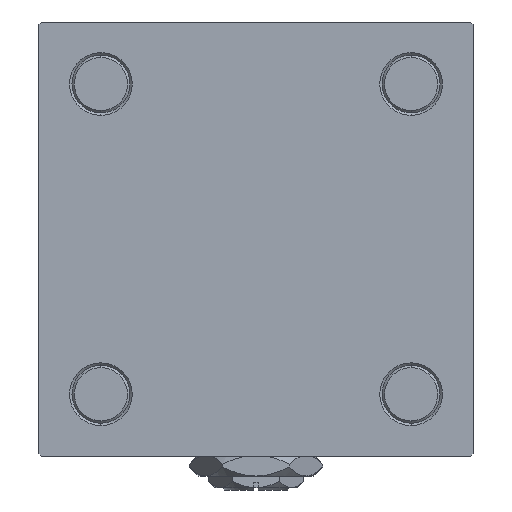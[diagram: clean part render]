
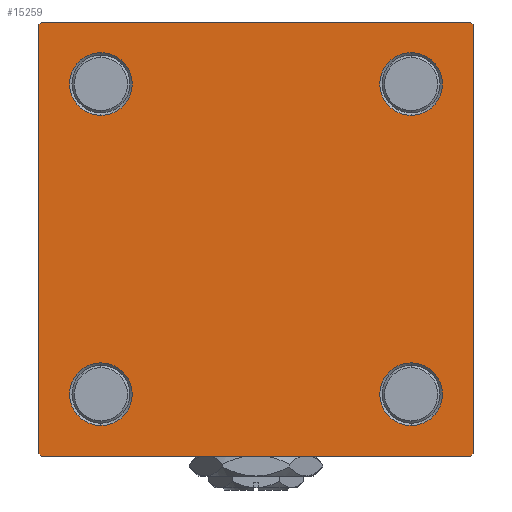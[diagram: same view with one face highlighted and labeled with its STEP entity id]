
A CAD part, left-side view. The second image highlights one B-rep face of the part: STEP entity #15259.
In plain terms, the highlighted planar face has unit normal (-1, 0, 0).
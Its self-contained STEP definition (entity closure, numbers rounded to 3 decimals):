
#1127 = AXIS2_PLACEMENT_3D ( 'NONE', #35132, #22967, #42547 ) ;
#1205 = EDGE_LOOP ( 'NONE', ( #34050, #4697 ) ) ;
#1268 = ORIENTED_EDGE ( 'NONE', *, *, #26223, .F. ) ;
#2374 = ORIENTED_EDGE ( 'NONE', *, *, #26374, .T. ) ;
#2428 = ORIENTED_EDGE ( 'NONE', *, *, #24556, .T. ) ;
#2915 = EDGE_CURVE ( 'NONE', #45898, #51483, #3628, .T. ) ;
#3211 = AXIS2_PLACEMENT_3D ( 'NONE', #9126, #49580, #49843 ) ;
#3450 = DIRECTION ( 'NONE',  ( 1., 0., 0. ) ) ;
#3628 = CIRCLE ( 'NONE', #48297, 6.5 ) ;
#4026 = EDGE_CURVE ( 'NONE', #42831, #52148, #51593, .T. ) ;
#4091 = EDGE_CURVE ( 'NONE', #39014, #23590, #16217, .T. ) ;
#4697 = ORIENTED_EDGE ( 'NONE', *, *, #14849, .T. ) ;
#4756 = CIRCLE ( 'NONE', #47802, 6.5 ) ;
#5526 = CARTESIAN_POINT ( 'NONE',  ( 0., 45., -45. ) ) ;
#5750 = VECTOR ( 'NONE', #45077, 1000. ) ;
#6651 = DIRECTION ( 'NONE',  ( 0., 0., 1. ) ) ;
#9126 = CARTESIAN_POINT ( 'NONE',  ( 0., -32.15, -32.15 ) ) ;
#9664 = CARTESIAN_POINT ( 'NONE',  ( 0., 0., 0. ) ) ;
#9909 = DIRECTION ( 'NONE',  ( 0., 0.707, 0.707 ) ) ;
#10367 = CARTESIAN_POINT ( 'NONE',  ( 0., -44.5, 45. ) ) ;
#10442 = DIRECTION ( 'NONE',  ( -1., 0., 0. ) ) ;
#10843 = CARTESIAN_POINT ( 'NONE',  ( 0., 32.15, 32.15 ) ) ;
#11022 = VECTOR ( 'NONE', #13835, 1000. ) ;
#11239 = CARTESIAN_POINT ( 'NONE',  ( 0., -32.15, 32.15 ) ) ;
#12464 = ORIENTED_EDGE ( 'NONE', *, *, #49934, .T. ) ;
#12584 = DIRECTION ( 'NONE',  ( 0., -1., 0. ) ) ;
#12816 = LINE ( 'NONE', #17050, #5750 ) ;
#13835 = DIRECTION ( 'NONE',  ( 0., -0.707, 0.707 ) ) ;
#13890 = PLANE ( 'NONE',  #27558 ) ;
#14152 = FACE_BOUND ( 'NONE', #1205, .T. ) ;
#14849 = EDGE_CURVE ( 'NONE', #21322, #48604, #4756, .T. ) ;
#15120 = DIRECTION ( 'NONE',  ( 1., 0., 0. ) ) ;
#15259 = ADVANCED_FACE ( 'NONE', ( #50375, #34502, #14152, #34757, #45878 ), #13890, .T. ) ;
#15885 = EDGE_CURVE ( 'NONE', #23590, #39014, #36026, .T. ) ;
#16217 = CIRCLE ( 'NONE', #28054, 6.5 ) ;
#16341 = VECTOR ( 'NONE', #21671, 1000. ) ;
#16383 = CIRCLE ( 'NONE', #1127, 6.5 ) ;
#16386 = CARTESIAN_POINT ( 'NONE',  ( 0., -32.15, -38.65 ) ) ;
#16429 = CARTESIAN_POINT ( 'NONE',  ( 0., -45., 45. ) ) ;
#17050 = CARTESIAN_POINT ( 'NONE',  ( 0., 44.75, 44.75 ) ) ;
#17160 = VERTEX_POINT ( 'NONE', #16386 ) ;
#17511 = CARTESIAN_POINT ( 'NONE',  ( 0., 44.75, -44.75 ) ) ;
#17573 = CIRCLE ( 'NONE', #3211, 6.5 ) ;
#17724 = ORIENTED_EDGE ( 'NONE', *, *, #29159, .T. ) ;
#17932 = CARTESIAN_POINT ( 'NONE',  ( 0., -32.15, 38.65 ) ) ;
#18053 = EDGE_LOOP ( 'NONE', ( #35367, #23279 ) ) ;
#18060 = CARTESIAN_POINT ( 'NONE',  ( 0., -44.75, -44.75 ) ) ;
#18106 = AXIS2_PLACEMENT_3D ( 'NONE', #25045, #49369, #29266 ) ;
#18469 = EDGE_LOOP ( 'NONE', ( #2428, #39403 ) ) ;
#18670 = ORIENTED_EDGE ( 'NONE', *, *, #19591, .T. ) ;
#18882 = EDGE_CURVE ( 'NONE', #39203, #24678, #20960, .T. ) ;
#19291 = CARTESIAN_POINT ( 'NONE',  ( 0., 32.15, -32.15 ) ) ;
#19591 = EDGE_CURVE ( 'NONE', #42831, #25694, #50613, .T. ) ;
#20157 = VERTEX_POINT ( 'NONE', #29080 ) ;
#20517 = CARTESIAN_POINT ( 'NONE',  ( 0., 45., 45. ) ) ;
#20960 = LINE ( 'NONE', #17511, #41938 ) ;
#21322 = VERTEX_POINT ( 'NONE', #44744 ) ;
#21671 = DIRECTION ( 'NONE',  ( 0., -1., 0. ) ) ;
#21875 = CIRCLE ( 'NONE', #38735, 6.5 ) ;
#22299 = CARTESIAN_POINT ( 'NONE',  ( 0., -45., -44.5 ) ) ;
#22967 = DIRECTION ( 'NONE',  ( 1., 0., 0. ) ) ;
#23279 = ORIENTED_EDGE ( 'NONE', *, *, #15885, .T. ) ;
#23590 = VERTEX_POINT ( 'NONE', #29125 ) ;
#24556 = EDGE_CURVE ( 'NONE', #51483, #45898, #21875, .T. ) ;
#24678 = VERTEX_POINT ( 'NONE', #40985 ) ;
#25045 = CARTESIAN_POINT ( 'NONE',  ( 0., -32.15, -32.15 ) ) ;
#25174 = DIRECTION ( 'NONE',  ( 0., -0.707, -0.707 ) ) ;
#25694 = VERTEX_POINT ( 'NONE', #10367 ) ;
#26223 = EDGE_CURVE ( 'NONE', #30270, #25694, #33443, .T. ) ;
#26374 = EDGE_CURVE ( 'NONE', #38370, #39203, #50373, .T. ) ;
#26691 = DIRECTION ( 'NONE',  ( 0., 0., 1. ) ) ;
#27251 = CARTESIAN_POINT ( 'NONE',  ( 0., 32.15, 32.15 ) ) ;
#27558 = AXIS2_PLACEMENT_3D ( 'NONE', #9664, #10442, #38733 ) ;
#28054 = AXIS2_PLACEMENT_3D ( 'NONE', #27251, #15120, #6651 ) ;
#29080 = CARTESIAN_POINT ( 'NONE',  ( 0., -44.5, -45. ) ) ;
#29125 = CARTESIAN_POINT ( 'NONE',  ( 0., 32.15, 25.65 ) ) ;
#29159 = EDGE_CURVE ( 'NONE', #20157, #52148, #38151, .T. ) ;
#29266 = DIRECTION ( 'NONE',  ( 0., 0., 1. ) ) ;
#29704 = VECTOR ( 'NONE', #40227, 1000. ) ;
#29813 = ORIENTED_EDGE ( 'NONE', *, *, #4026, .F. ) ;
#30123 = VECTOR ( 'NONE', #9909, 1000. ) ;
#30270 = VERTEX_POINT ( 'NONE', #32299 ) ;
#30494 = DIRECTION ( 'NONE',  ( 0., 0., -1. ) ) ;
#31116 = ORIENTED_EDGE ( 'NONE', *, *, #41297, .T. ) ;
#31317 = DIRECTION ( 'NONE',  ( 1., 0., 0. ) ) ;
#32299 = CARTESIAN_POINT ( 'NONE',  ( 0., 44.5, 45. ) ) ;
#33443 = LINE ( 'NONE', #20517, #33731 ) ;
#33731 = VECTOR ( 'NONE', #12584, 1000. ) ;
#33773 = CARTESIAN_POINT ( 'NONE',  ( 0., 45., 44.5 ) ) ;
#34050 = ORIENTED_EDGE ( 'NONE', *, *, #35685, .T. ) ;
#34144 = CIRCLE ( 'NONE', #18106, 6.5 ) ;
#34502 = FACE_BOUND ( 'NONE', #43014, .T. ) ;
#34512 = EDGE_CURVE ( 'NONE', #24678, #20157, #38059, .T. ) ;
#34757 = FACE_BOUND ( 'NONE', #18053, .T. ) ;
#35003 = CARTESIAN_POINT ( 'NONE',  ( 0., -44.75, 44.75 ) ) ;
#35132 = CARTESIAN_POINT ( 'NONE',  ( 0., 32.15, -32.15 ) ) ;
#35367 = ORIENTED_EDGE ( 'NONE', *, *, #4091, .T. ) ;
#35685 = EDGE_CURVE ( 'NONE', #48604, #21322, #16383, .T. ) ;
#35930 = DIRECTION ( 'NONE',  ( 1., 0., 0. ) ) ;
#36026 = CIRCLE ( 'NONE', #46175, 6.5 ) ;
#38059 = LINE ( 'NONE', #5526, #16341 ) ;
#38148 = ORIENTED_EDGE ( 'NONE', *, *, #49076, .T. ) ;
#38151 = LINE ( 'NONE', #18060, #11022 ) ;
#38370 = VERTEX_POINT ( 'NONE', #33773 ) ;
#38422 = CARTESIAN_POINT ( 'NONE',  ( 0., -32.15, -25.65 ) ) ;
#38718 = CARTESIAN_POINT ( 'NONE',  ( 0., 45., 45. ) ) ;
#38733 = DIRECTION ( 'NONE',  ( 0., 0., 1. ) ) ;
#38735 = AXIS2_PLACEMENT_3D ( 'NONE', #48149, #3450, #44444 ) ;
#39014 = VERTEX_POINT ( 'NONE', #51287 ) ;
#39203 = VERTEX_POINT ( 'NONE', #50702 ) ;
#39257 = DIRECTION ( 'NONE',  ( 0., 0., 1. ) ) ;
#39403 = ORIENTED_EDGE ( 'NONE', *, *, #2915, .T. ) ;
#39822 = VERTEX_POINT ( 'NONE', #38422 ) ;
#39907 = DIRECTION ( 'NONE',  ( 1., 0., 0. ) ) ;
#40227 = DIRECTION ( 'NONE',  ( 0., 0., -1. ) ) ;
#40985 = CARTESIAN_POINT ( 'NONE',  ( 0., 44.5, -45. ) ) ;
#41297 = EDGE_CURVE ( 'NONE', #17160, #39822, #34144, .T. ) ;
#41938 = VECTOR ( 'NONE', #25174, 1000. ) ;
#41982 = CARTESIAN_POINT ( 'NONE',  ( 0., 32.15, -25.65 ) ) ;
#42547 = DIRECTION ( 'NONE',  ( 0., 0., 1. ) ) ;
#42831 = VERTEX_POINT ( 'NONE', #49001 ) ;
#43014 = EDGE_LOOP ( 'NONE', ( #12464, #31116 ) ) ;
#44095 = EDGE_LOOP ( 'NONE', ( #2374, #46122, #48957, #17724, #29813, #18670, #1268, #38148 ) ) ;
#44444 = DIRECTION ( 'NONE',  ( 0., 0., 1. ) ) ;
#44744 = CARTESIAN_POINT ( 'NONE',  ( 0., 32.15, -38.65 ) ) ;
#45077 = DIRECTION ( 'NONE',  ( 0., 0.707, -0.707 ) ) ;
#45102 = CARTESIAN_POINT ( 'NONE',  ( 0., -32.15, 25.65 ) ) ;
#45878 = FACE_OUTER_BOUND ( 'NONE', #44095, .T. ) ;
#45898 = VERTEX_POINT ( 'NONE', #45102 ) ;
#46122 = ORIENTED_EDGE ( 'NONE', *, *, #18882, .T. ) ;
#46175 = AXIS2_PLACEMENT_3D ( 'NONE', #10843, #39907, #26691 ) ;
#47802 = AXIS2_PLACEMENT_3D ( 'NONE', #19291, #35930, #48350 ) ;
#48127 = VECTOR ( 'NONE', #30494, 1000. ) ;
#48149 = CARTESIAN_POINT ( 'NONE',  ( 0., -32.15, 32.15 ) ) ;
#48297 = AXIS2_PLACEMENT_3D ( 'NONE', #11239, #31317, #39257 ) ;
#48350 = DIRECTION ( 'NONE',  ( 0., 0., 1. ) ) ;
#48604 = VERTEX_POINT ( 'NONE', #41982 ) ;
#48957 = ORIENTED_EDGE ( 'NONE', *, *, #34512, .T. ) ;
#49001 = CARTESIAN_POINT ( 'NONE',  ( 0., -45., 44.5 ) ) ;
#49076 = EDGE_CURVE ( 'NONE', #30270, #38370, #12816, .T. ) ;
#49369 = DIRECTION ( 'NONE',  ( 1., 0., 0. ) ) ;
#49580 = DIRECTION ( 'NONE',  ( 1., 0., 0. ) ) ;
#49843 = DIRECTION ( 'NONE',  ( 0., 0., 1. ) ) ;
#49934 = EDGE_CURVE ( 'NONE', #39822, #17160, #17573, .T. ) ;
#50373 = LINE ( 'NONE', #38718, #48127 ) ;
#50375 = FACE_BOUND ( 'NONE', #18469, .T. ) ;
#50613 = LINE ( 'NONE', #35003, #30123 ) ;
#50702 = CARTESIAN_POINT ( 'NONE',  ( 0., 45., -44.5 ) ) ;
#51287 = CARTESIAN_POINT ( 'NONE',  ( 0., 32.15, 38.65 ) ) ;
#51483 = VERTEX_POINT ( 'NONE', #17932 ) ;
#51593 = LINE ( 'NONE', #16429, #29704 ) ;
#52148 = VERTEX_POINT ( 'NONE', #22299 ) ;
